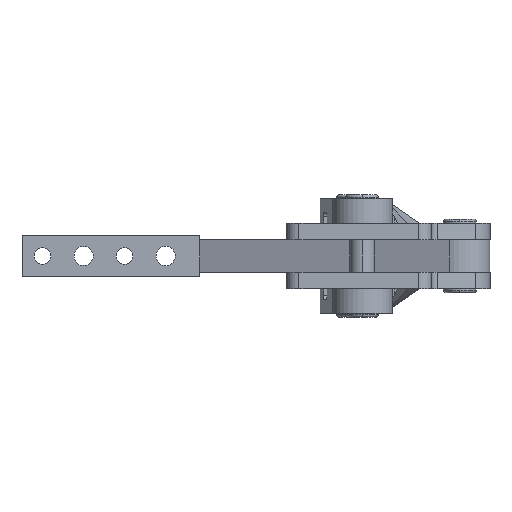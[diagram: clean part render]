
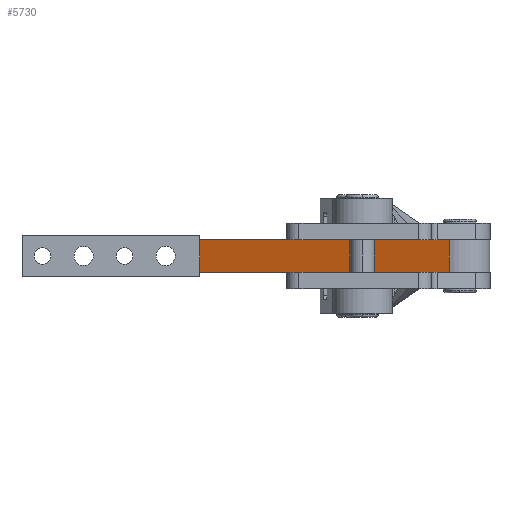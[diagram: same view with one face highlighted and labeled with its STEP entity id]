
A CAD part, front view. The second image highlights one B-rep face of the part: STEP entity #5730.
In plain terms, the highlighted planar face has unit normal (-0.358, -0.934, 0).
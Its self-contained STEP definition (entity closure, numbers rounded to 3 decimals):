
#1662 = VERTEX_POINT ( 'NONE', #14237 ) ;
#1693 = VERTEX_POINT ( 'NONE', #14207 ) ;
#1745 = VERTEX_POINT ( 'NONE', #14160 ) ;
#1807 = VERTEX_POINT ( 'NONE', #23718 ) ;
#3191 = FACE_OUTER_BOUND ( 'NONE', #4384, .T. ) ;
#4384 = EDGE_LOOP ( 'NONE', ( #24254, #24255, #24256, #24257 ) ) ;
#5730 = ADVANCED_FACE ( 'NONE', ( #3191 ), #17022, .F. ) ;
#14010 = CARTESIAN_POINT ( 'NONE',  ( 65., 0., 7.5 ) ) ;
#14011 = CARTESIAN_POINT ( 'NONE',  ( 8.348, 21.747, 6. ) ) ;
#14012 = DIRECTION ( 'NONE',  ( 0., 0., -1. ) ) ;
#14015 = CARTESIAN_POINT ( 'NONE',  ( 8.348, 21.747, -6. ) ) ;
#14016 = DIRECTION ( 'NONE',  ( 0.934, -0.358, 0. ) ) ;
#14017 = CARTESIAN_POINT ( 'NONE',  ( 156.058, -34.954, 7.5 ) ) ;
#14018 = DIRECTION ( 'NONE',  ( 0., 0., -1. ) ) ;
#14019 = DIRECTION ( 'NONE',  ( -0.934, 0.358, 0. ) ) ;
#14160 = CARTESIAN_POINT ( 'NONE',  ( 156.058, -34.954, 6. ) ) ;
#14207 = CARTESIAN_POINT ( 'NONE',  ( 65., 0., -6. ) ) ;
#14237 = CARTESIAN_POINT ( 'NONE',  ( 65., 0., 6. ) ) ;
#15256 = LINE ( 'NONE', #14010, #15259 ) ;
#15259 = VECTOR ( 'NONE', #14012, 1000. ) ;
#15260 = LINE ( 'NONE', #14011, #15269 ) ;
#15262 = LINE ( 'NONE', #14015, #15265 ) ;
#15264 = LINE ( 'NONE', #14017, #15267 ) ;
#15265 = VECTOR ( 'NONE', #14016, 1000. ) ;
#15267 = VECTOR ( 'NONE', #14018, 1000. ) ;
#15269 = VECTOR ( 'NONE', #14019, 1000. ) ;
#17019 = CARTESIAN_POINT ( 'NONE',  ( 8.348, 21.747, 7.5 ) ) ;
#17022 = PLANE ( 'NONE',  #20199 ) ;
#17027 = DIRECTION ( 'NONE',  ( 0.358, 0.934, 0. ) ) ;
#17029 = DIRECTION ( 'NONE',  ( -0.934, 0.358, 0. ) ) ;
#17862 = EDGE_CURVE ( 'NONE', #1662, #1693, #15256, .T. ) ;
#17871 = EDGE_CURVE ( 'NONE', #1693, #1807, #15262, .T. ) ;
#17873 = EDGE_CURVE ( 'NONE', #1745, #1807, #15264, .T. ) ;
#17875 = EDGE_CURVE ( 'NONE', #1745, #1662, #15260, .T. ) ;
#20199 = AXIS2_PLACEMENT_3D ( 'NONE', #17019, #17027, #17029 ) ;
#23718 = CARTESIAN_POINT ( 'NONE',  ( 156.058, -34.954, -6. ) ) ;
#24254 = ORIENTED_EDGE ( 'NONE', *, *, #17862, .T. ) ;
#24255 = ORIENTED_EDGE ( 'NONE', *, *, #17871, .T. ) ;
#24256 = ORIENTED_EDGE ( 'NONE', *, *, #17873, .F. ) ;
#24257 = ORIENTED_EDGE ( 'NONE', *, *, #17875, .T. ) ;
